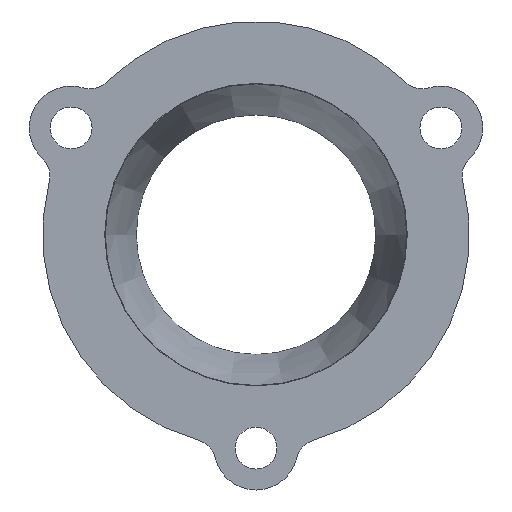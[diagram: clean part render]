
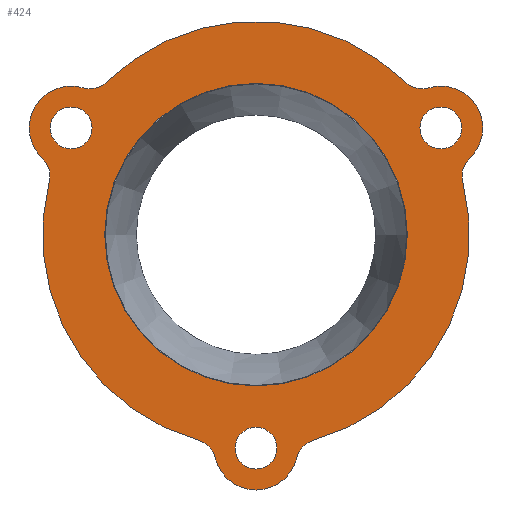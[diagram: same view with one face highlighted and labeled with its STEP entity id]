
A CAD part, front view. The second image highlights one B-rep face of the part: STEP entity #424.
In plain terms, the highlighted planar face has unit normal (0, -1, 0).
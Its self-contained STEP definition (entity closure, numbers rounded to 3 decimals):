
#23=FACE_BOUND('',#140,.T.);
#24=FACE_BOUND('',#141,.T.);
#25=FACE_BOUND('',#142,.T.);
#26=FACE_BOUND('',#143,.T.);
#30=PLANE('',#511);
#109=FACE_OUTER_BOUND('',#139,.T.);
#139=EDGE_LOOP('',(#384,#385,#386,#387,#388,#389,#390,#391,#392,#393,#394,
#395));
#140=EDGE_LOOP('',(#396));
#141=EDGE_LOOP('',(#397));
#142=EDGE_LOOP('',(#398));
#143=EDGE_LOOP('',(#399));
#164=CIRCLE('',#472,2.);
#165=CIRCLE('',#474,17.85);
#166=CIRCLE('',#476,2.);
#167=CIRCLE('',#478,3.5);
#168=CIRCLE('',#480,2.);
#169=CIRCLE('',#482,17.85);
#170=CIRCLE('',#484,2.);
#171=CIRCLE('',#486,3.5);
#172=CIRCLE('',#488,2.);
#173=CIRCLE('',#490,3.5);
#174=CIRCLE('',#492,2.);
#175=CIRCLE('',#494,17.85);
#180=CIRCLE('',#504,1.75);
#181=CIRCLE('',#506,1.75);
#182=CIRCLE('',#508,12.65);
#183=CIRCLE('',#510,1.75);
#203=VERTEX_POINT('',#706);
#204=VERTEX_POINT('',#707);
#205=VERTEX_POINT('',#712);
#206=VERTEX_POINT('',#716);
#207=VERTEX_POINT('',#717);
#208=VERTEX_POINT('',#724);
#209=VERTEX_POINT('',#725);
#210=VERTEX_POINT('',#732);
#211=VERTEX_POINT('',#733);
#212=VERTEX_POINT('',#740);
#213=VERTEX_POINT('',#744);
#214=VERTEX_POINT('',#748);
#219=VERTEX_POINT('',#768);
#220=VERTEX_POINT('',#772);
#221=VERTEX_POINT('',#776);
#222=VERTEX_POINT('',#780);
#244=EDGE_CURVE('',#203,#204,#164,.T.);
#247=EDGE_CURVE('',#204,#205,#165,.T.);
#249=EDGE_CURVE('',#206,#207,#166,.T.);
#252=EDGE_CURVE('',#207,#203,#167,.T.);
#253=EDGE_CURVE('',#208,#209,#168,.T.);
#256=EDGE_CURVE('',#209,#206,#169,.T.);
#257=EDGE_CURVE('',#210,#211,#170,.T.);
#260=EDGE_CURVE('',#211,#208,#171,.T.);
#261=EDGE_CURVE('',#205,#212,#172,.T.);
#263=EDGE_CURVE('',#212,#213,#173,.T.);
#265=EDGE_CURVE('',#213,#214,#174,.T.);
#267=EDGE_CURVE('',#214,#210,#175,.T.);
#275=EDGE_CURVE('',#219,#219,#180,.T.);
#277=EDGE_CURVE('',#220,#220,#181,.T.);
#279=EDGE_CURVE('',#221,#221,#182,.T.);
#281=EDGE_CURVE('',#222,#222,#183,.T.);
#384=ORIENTED_EDGE('',*,*,#244,.F.);
#385=ORIENTED_EDGE('',*,*,#252,.F.);
#386=ORIENTED_EDGE('',*,*,#249,.F.);
#387=ORIENTED_EDGE('',*,*,#256,.F.);
#388=ORIENTED_EDGE('',*,*,#253,.F.);
#389=ORIENTED_EDGE('',*,*,#260,.F.);
#390=ORIENTED_EDGE('',*,*,#257,.F.);
#391=ORIENTED_EDGE('',*,*,#267,.F.);
#392=ORIENTED_EDGE('',*,*,#265,.F.);
#393=ORIENTED_EDGE('',*,*,#263,.F.);
#394=ORIENTED_EDGE('',*,*,#261,.F.);
#395=ORIENTED_EDGE('',*,*,#247,.F.);
#396=ORIENTED_EDGE('',*,*,#279,.F.);
#397=ORIENTED_EDGE('',*,*,#281,.F.);
#398=ORIENTED_EDGE('',*,*,#277,.F.);
#399=ORIENTED_EDGE('',*,*,#275,.F.);
#424=ADVANCED_FACE('',(#109,#23,#24,#25,#26),#30,.F.);
#472=AXIS2_PLACEMENT_3D('',#708,#563,#564);
#474=AXIS2_PLACEMENT_3D('',#713,#569,#570);
#476=AXIS2_PLACEMENT_3D('',#718,#574,#575);
#478=AXIS2_PLACEMENT_3D('',#722,#580,#581);
#480=AXIS2_PLACEMENT_3D('',#726,#584,#585);
#482=AXIS2_PLACEMENT_3D('',#730,#590,#591);
#484=AXIS2_PLACEMENT_3D('',#734,#594,#595);
#486=AXIS2_PLACEMENT_3D('',#738,#600,#601);
#488=AXIS2_PLACEMENT_3D('',#741,#604,#605);
#490=AXIS2_PLACEMENT_3D('',#745,#609,#610);
#492=AXIS2_PLACEMENT_3D('',#749,#614,#615);
#494=AXIS2_PLACEMENT_3D('',#752,#619,#620);
#504=AXIS2_PLACEMENT_3D('',#770,#642,#643);
#506=AXIS2_PLACEMENT_3D('',#774,#647,#648);
#508=AXIS2_PLACEMENT_3D('',#778,#652,#653);
#510=AXIS2_PLACEMENT_3D('',#782,#657,#658);
#511=AXIS2_PLACEMENT_3D('',#783,#659,#660);
#563=DIRECTION('center_axis',(0.,-1.,0.));
#564=DIRECTION('ref_axis',(0.721,0.,0.692));
#569=DIRECTION('center_axis',(0.,1.,0.));
#570=DIRECTION('ref_axis',(-1.,0.,0.));
#574=DIRECTION('center_axis',(0.,-1.,0.));
#575=DIRECTION('ref_axis',(-0.721,0.,0.692));
#580=DIRECTION('center_axis',(0.,1.,0.));
#581=DIRECTION('ref_axis',(-1.,0.,0.));
#584=DIRECTION('center_axis',(0.,-1.,0.));
#585=DIRECTION('ref_axis',(-0.96,0.,0.279));
#590=DIRECTION('center_axis',(0.,1.,0.));
#591=DIRECTION('ref_axis',(-1.,0.,0.));
#594=DIRECTION('center_axis',(0.,-1.,0.));
#595=DIRECTION('ref_axis',(-0.239,0.,-0.971));
#600=DIRECTION('center_axis',(0.,1.,0.));
#601=DIRECTION('ref_axis',(-1.,0.,0.));
#604=DIRECTION('center_axis',(0.,-1.,0.));
#605=DIRECTION('ref_axis',(0.96,0.,0.279));
#609=DIRECTION('center_axis',(0.,1.,0.));
#610=DIRECTION('ref_axis',(-1.,0.,0.));
#614=DIRECTION('center_axis',(0.,-1.,0.));
#615=DIRECTION('ref_axis',(0.239,0.,-0.971));
#619=DIRECTION('center_axis',(0.,1.,0.));
#620=DIRECTION('ref_axis',(-1.,0.,0.));
#642=DIRECTION('center_axis',(0.,-1.,0.));
#643=DIRECTION('ref_axis',(1.,0.,0.));
#647=DIRECTION('center_axis',(0.,-1.,0.));
#648=DIRECTION('ref_axis',(1.,0.,0.));
#652=DIRECTION('center_axis',(0.,-1.,0.));
#653=DIRECTION('ref_axis',(1.,0.,0.));
#657=DIRECTION('center_axis',(0.,-1.,0.));
#658=DIRECTION('ref_axis',(1.,0.,0.));
#659=DIRECTION('center_axis',(0.,1.,0.));
#660=DIRECTION('ref_axis',(0.,0.,1.));
#706=CARTESIAN_POINT('',(-3.406,0.,-18.655));
#707=CARTESIAN_POINT('',(-4.813,0.,-17.189));
#708=CARTESIAN_POINT('Origin',(-5.353,0.,-19.115));
#712=CARTESIAN_POINT('',(-17.293,0.,4.426));
#713=CARTESIAN_POINT('Origin',(0.,0.,0.));
#716=CARTESIAN_POINT('',(4.813,0.,-17.189));
#717=CARTESIAN_POINT('',(3.406,0.,-18.655));
#718=CARTESIAN_POINT('Origin',(5.353,0.,-19.115));
#722=CARTESIAN_POINT('Origin',(0.,0.,-17.85));
#724=CARTESIAN_POINT('',(17.859,0.,6.378));
#725=CARTESIAN_POINT('',(17.293,0.,4.426));
#726=CARTESIAN_POINT('Origin',(19.23,0.,4.922));
#730=CARTESIAN_POINT('Origin',(0.,0.,0.));
#732=CARTESIAN_POINT('',(12.479,0.,12.763));
#733=CARTESIAN_POINT('',(14.452,0.,12.277));
#734=CARTESIAN_POINT('Origin',(13.878,0.,14.193));
#738=CARTESIAN_POINT('Origin',(15.459,0.,8.925));
#740=CARTESIAN_POINT('',(-17.859,0.,6.378));
#741=CARTESIAN_POINT('Origin',(-19.23,0.,4.922));
#744=CARTESIAN_POINT('',(-14.452,0.,12.277));
#745=CARTESIAN_POINT('Origin',(-15.459,0.,8.925));
#748=CARTESIAN_POINT('',(-12.479,0.,12.763));
#749=CARTESIAN_POINT('Origin',(-13.878,0.,14.193));
#752=CARTESIAN_POINT('Origin',(0.,0.,0.));
#768=CARTESIAN_POINT('',(-17.209,0.,8.925));
#770=CARTESIAN_POINT('Origin',(-15.459,0.,8.925));
#772=CARTESIAN_POINT('',(13.709,0.,8.925));
#774=CARTESIAN_POINT('Origin',(15.459,0.,8.925));
#776=CARTESIAN_POINT('',(-12.65,0.,0.));
#778=CARTESIAN_POINT('Origin',(0.,0.,0.));
#780=CARTESIAN_POINT('',(-1.75,0.,-17.85));
#782=CARTESIAN_POINT('Origin',(0.,0.,-17.85));
#783=CARTESIAN_POINT('Origin',(0.,0.,-1.75));
